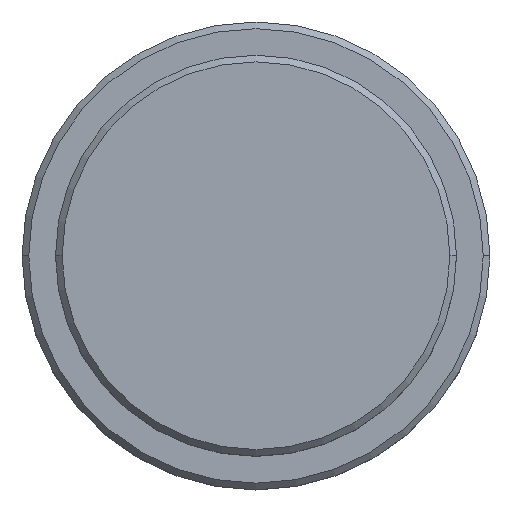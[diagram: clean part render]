
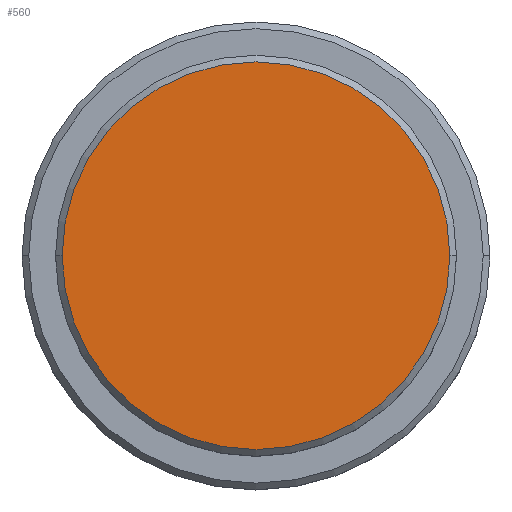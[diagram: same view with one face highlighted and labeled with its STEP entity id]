
A CAD part, top view. The second image highlights one B-rep face of the part: STEP entity #560.
In plain terms, the highlighted planar face has unit normal (0, 0, 1).
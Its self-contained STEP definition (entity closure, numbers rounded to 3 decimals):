
#8 = CARTESIAN_POINT ( 'NONE',  ( 0., 0., 0. ) ) ;
#54 = DIRECTION ( 'NONE',  ( 0., 0., 1. ) ) ;
#170 = CARTESIAN_POINT ( 'NONE',  ( 14.5, 0., 0. ) ) ;
#180 = FACE_OUTER_BOUND ( 'NONE', #327, .T. ) ;
#181 = AXIS2_PLACEMENT_3D ( 'NONE', #944, #54, #277 ) ;
#277 = DIRECTION ( 'NONE',  ( 1., 0., 0. ) ) ;
#294 = AXIS2_PLACEMENT_3D ( 'NONE', #8, #864, #534 ) ;
#295 = CIRCLE ( 'NONE', #1099, 14.5 ) ;
#327 = EDGE_LOOP ( 'NONE', ( #969, #419 ) ) ;
#419 = ORIENTED_EDGE ( 'NONE', *, *, #1332, .T. ) ;
#441 = CARTESIAN_POINT ( 'NONE',  ( 0., 0., 0. ) ) ;
#534 = DIRECTION ( 'NONE',  ( 1., 0., 0. ) ) ;
#554 = CARTESIAN_POINT ( 'NONE',  ( -14.5, 0., 0. ) ) ;
#560 = ADVANCED_FACE ( 'NONE', ( #180 ), #719, .T. ) ;
#633 = EDGE_CURVE ( 'NONE', #862, #1223, #295, .T. ) ;
#719 = PLANE ( 'NONE',  #181 ) ;
#741 = DIRECTION ( 'NONE',  ( 0., 0., 1. ) ) ;
#862 = VERTEX_POINT ( 'NONE', #554 ) ;
#864 = DIRECTION ( 'NONE',  ( 0., 0., 1. ) ) ;
#944 = CARTESIAN_POINT ( 'NONE',  ( 0., 0., 0. ) ) ;
#969 = ORIENTED_EDGE ( 'NONE', *, *, #633, .T. ) ;
#1099 = AXIS2_PLACEMENT_3D ( 'NONE', #441, #741, #1169 ) ;
#1141 = CIRCLE ( 'NONE', #294, 14.5 ) ;
#1169 = DIRECTION ( 'NONE',  ( 1., 0., 0. ) ) ;
#1223 = VERTEX_POINT ( 'NONE', #170 ) ;
#1332 = EDGE_CURVE ( 'NONE', #1223, #862, #1141, .T. ) ;
